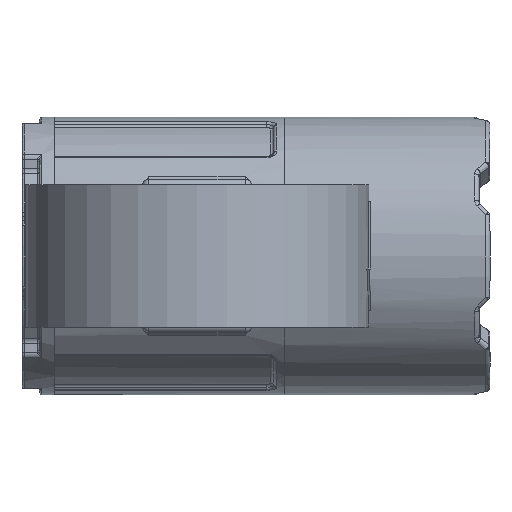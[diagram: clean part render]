
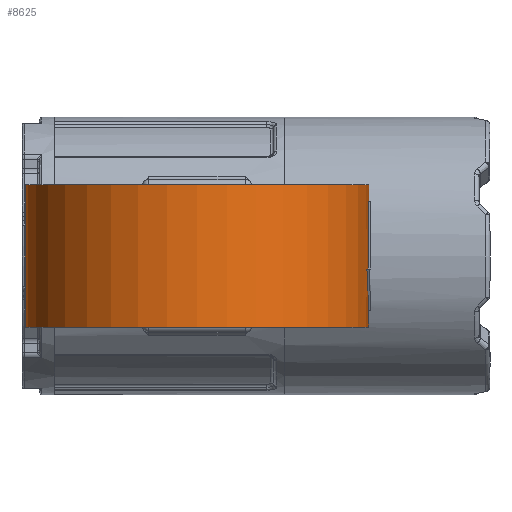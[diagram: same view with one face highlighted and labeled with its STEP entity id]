
A CAD part, front view. The second image highlights one B-rep face of the part: STEP entity #8625.
In plain terms, the highlighted cylindrical face has radius 78.5 mm (diameter 157 mm), a full revolution.
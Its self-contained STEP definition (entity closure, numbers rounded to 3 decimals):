
#248=FACE_BOUND('',#1969,.T.);
#249=FACE_BOUND('',#1970,.T.);
#433=B_SPLINE_CURVE_WITH_KNOTS('',3,(#13176,#13177,#13178,#13179),
 .UNSPECIFIED.,.F.,.F.,(4,4),(0.,0.14),.UNSPECIFIED.);
#434=B_SPLINE_CURVE_WITH_KNOTS('',3,(#13198,#13199,#13200,#13201),
 .UNSPECIFIED.,.F.,.F.,(4,4),(0.,0.14),.UNSPECIFIED.);
#1209=CYLINDRICAL_SURFACE('',#9346,78.5);
#1395=FACE_OUTER_BOUND('',#1968,.T.);
#1968=EDGE_LOOP('',(#5957,#5958,#5959,#5960));
#1969=EDGE_LOOP('',(#5961,#5962,#5963,#5964));
#1970=EDGE_LOOP('',(#5965,#5966,#5967,#5968,#5969,#5970,#5971));
#2537=CIRCLE('',#9326,78.5);
#2540=CIRCLE('',#9333,78.5);
#2544=CIRCLE('',#9340,78.5);
#2545=CIRCLE('',#9342,78.5);
#2546=CIRCLE('',#9345,78.5);
#2547=CIRCLE('',#9347,78.5);
#2548=CIRCLE('',#9348,78.5);
#3236=LINE('',#13120,#3531);
#3238=LINE('',#13124,#3533);
#3242=LINE('',#13152,#3537);
#3249=LINE('',#13209,#3544);
#3251=LINE('',#13217,#3546);
#3531=VECTOR('',#10504,10.);
#3533=VECTOR('',#10508,10.);
#3537=VECTOR('',#10526,10.);
#3544=VECTOR('',#10543,10.);
#3546=VECTOR('',#10553,78.5);
#3822=VERTEX_POINT('',#13104);
#3824=VERTEX_POINT('',#13107);
#3828=VERTEX_POINT('',#13119);
#3829=VERTEX_POINT('',#13123);
#3837=VERTEX_POINT('',#13150);
#3838=VERTEX_POINT('',#13151);
#3839=VERTEX_POINT('',#13156);
#3840=VERTEX_POINT('',#13175);
#3841=VERTEX_POINT('',#13197);
#3842=VERTEX_POINT('',#13204);
#3843=VERTEX_POINT('',#13208);
#3844=VERTEX_POINT('',#13214);
#3845=VERTEX_POINT('',#13216);
#4585=EDGE_CURVE('',#3824,#3822,#2537,.T.);
#4591=EDGE_CURVE('',#3828,#3824,#3236,.T.);
#4593=EDGE_CURVE('',#3822,#3829,#3238,.T.);
#4595=EDGE_CURVE('',#3829,#3828,#2540,.T.);
#4603=EDGE_CURVE('',#3837,#3838,#3242,.T.);
#4606=EDGE_CURVE('',#3839,#3837,#2544,.T.);
#4608=EDGE_CURVE('',#3840,#3839,#433,.T.);
#4610=EDGE_CURVE('',#3841,#3840,#434,.T.);
#4612=EDGE_CURVE('',#3842,#3841,#2545,.T.);
#4614=EDGE_CURVE('',#3843,#3842,#3249,.T.);
#4616=EDGE_CURVE('',#3838,#3843,#2546,.T.);
#4617=EDGE_CURVE('',#3844,#3844,#2547,.T.);
#4618=EDGE_CURVE('',#3844,#3845,#3251,.T.);
#4619=EDGE_CURVE('',#3845,#3845,#2548,.T.);
#5957=ORIENTED_EDGE('',*,*,#4617,.F.);
#5958=ORIENTED_EDGE('',*,*,#4618,.T.);
#5959=ORIENTED_EDGE('',*,*,#4619,.F.);
#5960=ORIENTED_EDGE('',*,*,#4618,.F.);
#5961=ORIENTED_EDGE('',*,*,#4585,.T.);
#5962=ORIENTED_EDGE('',*,*,#4593,.T.);
#5963=ORIENTED_EDGE('',*,*,#4595,.T.);
#5964=ORIENTED_EDGE('',*,*,#4591,.T.);
#5965=ORIENTED_EDGE('',*,*,#4603,.T.);
#5966=ORIENTED_EDGE('',*,*,#4616,.T.);
#5967=ORIENTED_EDGE('',*,*,#4614,.T.);
#5968=ORIENTED_EDGE('',*,*,#4612,.T.);
#5969=ORIENTED_EDGE('',*,*,#4610,.T.);
#5970=ORIENTED_EDGE('',*,*,#4608,.T.);
#5971=ORIENTED_EDGE('',*,*,#4606,.T.);
#8625=ADVANCED_FACE('',(#1395,#248,#249),#1209,.T.);
#9326=AXIS2_PLACEMENT_3D('',#13108,#10491,#10492);
#9333=AXIS2_PLACEMENT_3D('',#13127,#10512,#10513);
#9340=AXIS2_PLACEMENT_3D('',#13157,#10531,#10532);
#9342=AXIS2_PLACEMENT_3D('',#13205,#10538,#10539);
#9345=AXIS2_PLACEMENT_3D('',#13212,#10547,#10548);
#9346=AXIS2_PLACEMENT_3D('',#13213,#10549,#10550);
#9347=AXIS2_PLACEMENT_3D('',#13215,#10551,#10552);
#9348=AXIS2_PLACEMENT_3D('',#13218,#10554,#10555);
#10491=DIRECTION('center_axis',(0.,0.,-1.));
#10492=DIRECTION('ref_axis',(1.,0.,0.));
#10504=DIRECTION('',(0.,0.,-1.));
#10508=DIRECTION('',(0.,0.,1.));
#10512=DIRECTION('center_axis',(0.,0.,1.));
#10513=DIRECTION('ref_axis',(1.,0.,0.));
#10526=DIRECTION('',(0.,0.,1.));
#10531=DIRECTION('center_axis',(0.,0.,1.));
#10532=DIRECTION('ref_axis',(1.,0.,0.));
#10538=DIRECTION('center_axis',(0.,0.,1.));
#10539=DIRECTION('ref_axis',(1.,0.,0.));
#10543=DIRECTION('',(0.,0.,-1.));
#10547=DIRECTION('center_axis',(0.,0.,1.));
#10548=DIRECTION('ref_axis',(1.,0.,0.));
#10549=DIRECTION('center_axis',(0.,0.,-1.));
#10550=DIRECTION('ref_axis',(1.,0.,0.));
#10551=DIRECTION('center_axis',(0.,0.,-1.));
#10552=DIRECTION('ref_axis',(1.,0.,0.));
#10553=DIRECTION('',(0.,0.,1.));
#10554=DIRECTION('center_axis',(0.,0.,1.));
#10555=DIRECTION('ref_axis',(1.,0.,0.));
#13104=CARTESIAN_POINT('',(35.,70.266,-22.5));
#13107=CARTESIAN_POINT('',(-35.,70.266,-22.5));
#13108=CARTESIAN_POINT('Origin',(0.,0.,-22.5));
#13119=CARTESIAN_POINT('',(-35.,70.266,22.5));
#13120=CARTESIAN_POINT('',(-35.,70.266,32.5));
#13123=CARTESIAN_POINT('',(35.,70.266,22.5));
#13124=CARTESIAN_POINT('',(35.,70.266,32.5));
#13127=CARTESIAN_POINT('Origin',(0.,0.,22.5));
#13150=CARTESIAN_POINT('',(78.271,-5.994,-5.947));
#13151=CARTESIAN_POINT('',(78.271,-5.994,25.));
#13152=CARTESIAN_POINT('',(78.271,-5.994,32.5));
#13156=CARTESIAN_POINT('',(77.731,-10.964,-5.947));
#13157=CARTESIAN_POINT('Origin',(0.,0.,-5.947));
#13175=CARTESIAN_POINT('',(78.5,0.,-25.));
#13176=CARTESIAN_POINT('Ctrl Pts',(78.5,0.,-25.));
#13177=CARTESIAN_POINT('Ctrl Pts',(78.5,-3.667,-18.649));
#13178=CARTESIAN_POINT('Ctrl Pts',(78.243,-7.333,-12.298));
#13179=CARTESIAN_POINT('Ctrl Pts',(77.731,-10.964,-5.947));
#13197=CARTESIAN_POINT('',(77.731,10.964,-5.947));
#13198=CARTESIAN_POINT('Ctrl Pts',(77.731,10.964,-5.947));
#13199=CARTESIAN_POINT('Ctrl Pts',(78.243,7.333,-12.298));
#13200=CARTESIAN_POINT('Ctrl Pts',(78.5,3.667,-18.649));
#13201=CARTESIAN_POINT('Ctrl Pts',(78.5,0.,-25.));
#13204=CARTESIAN_POINT('',(78.271,5.994,-5.947));
#13205=CARTESIAN_POINT('Origin',(0.,0.,-5.947));
#13208=CARTESIAN_POINT('',(78.271,5.994,25.));
#13209=CARTESIAN_POINT('',(78.271,5.994,32.5));
#13212=CARTESIAN_POINT('Origin',(0.,0.,25.));
#13213=CARTESIAN_POINT('Origin',(0.,0.,32.5));
#13214=CARTESIAN_POINT('',(-78.5,0.,-32.5));
#13215=CARTESIAN_POINT('Origin',(0.,0.,-32.5));
#13216=CARTESIAN_POINT('',(-78.5,0.,32.5));
#13217=CARTESIAN_POINT('',(-78.5,0.,32.5));
#13218=CARTESIAN_POINT('Origin',(0.,0.,32.5));
